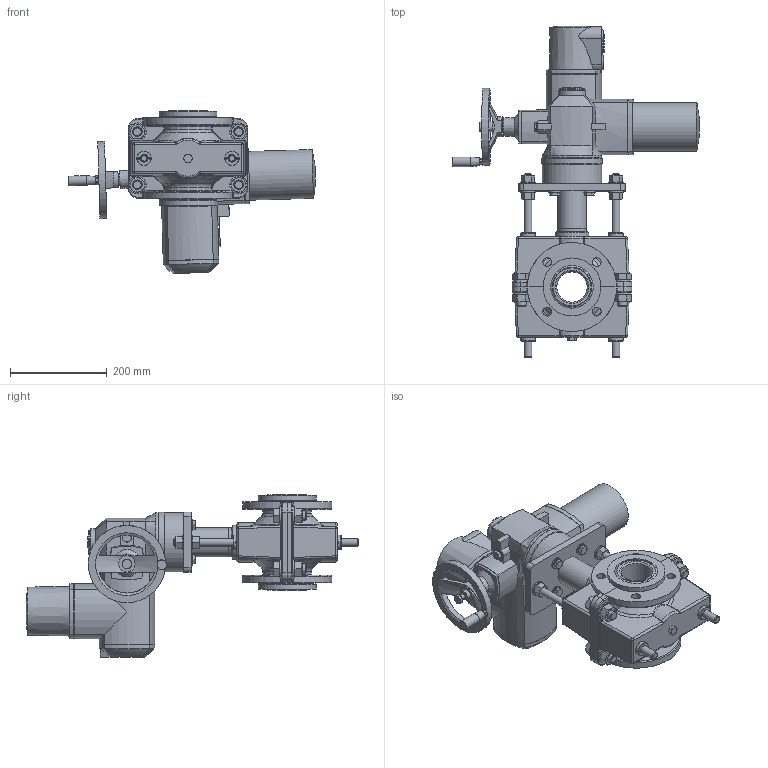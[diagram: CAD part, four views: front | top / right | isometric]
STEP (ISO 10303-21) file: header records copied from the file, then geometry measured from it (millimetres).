
FILE_DESCRIPTION((''),'2;1');
FILE_NAME('BE65E10-153.stp','2018-11-22T16:02:56',('Niko.Tikander'),(''),'Autodesk Inventor 2011','Autodesk Inventor 2011','');
FILE_SCHEMA(('AUTOMOTIVE_DESIGN { 1 0 10303 214 1 1 1 1 }'));
Length unit declared in the file: inch
Products named in the file (1): BE65E10-153
Bounding box: 512.05 x 688.11 x 337.68 mm (x, y, z)
Surface area: 1412433 mm2 (no closed solid volume)
Topology: 0 solids, 87 shells, 1231 faces, 2766 edges, 1717 vertices
Faces by surface type: plane 433, cylinder 375, cone 207, bspline 146, torus 51, sphere 19
Full cylindrical faces by diameter (mm): 1.221 x4, 4 x8, 5.5 x3, 6 x9, 7.5 x1, 8 x2, 9 x1, 10 x6, 12 x4, 13 x4, 14 x1, 15 x4, 16 x7, 16.63 x4, 17 x4, 18 x10, 19 x2, 20 x11, 21 x1, 22 x8, 22.5 x8, 24 x4, 24.1 x4, 24.5 x5, 25 x4, 26 x4, 26.441 x4, 30 x9, 32 x1, 34 x1
Entity records: 46700 total; most frequent: CARTESIAN_POINT 20184, DIRECTION 5234, ORIENTED_EDGE 4863, EDGE_CURVE 2459, AXIS2_PLACEMENT_3D 2266, EDGE_LOOP 1685, VERTEX_POINT 1674, FACE_OUTER_BOUND 1231
